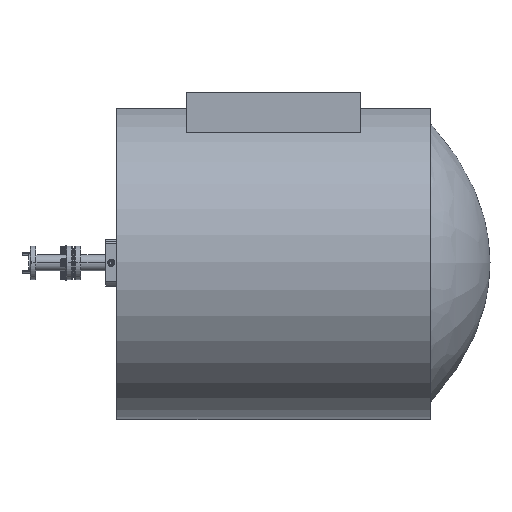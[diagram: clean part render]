
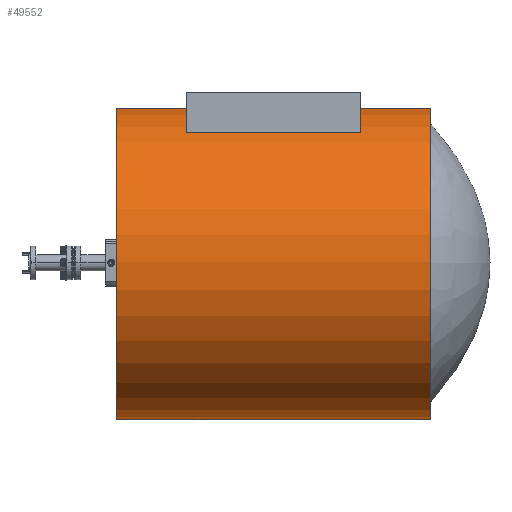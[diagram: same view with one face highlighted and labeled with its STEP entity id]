
A CAD part, left-side view. The second image highlights one B-rep face of the part: STEP entity #49552.
In plain terms, the highlighted cylindrical face has radius 88.9 mm (diameter 177.8 mm), a partial arc.
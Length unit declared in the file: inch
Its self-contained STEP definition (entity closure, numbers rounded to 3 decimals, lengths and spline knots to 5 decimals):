
#2446 = VERTEX_POINT ( 'NONE', #2762 ) ;
#2762 = CARTESIAN_POINT ( 'NONE',  ( -1.57076, -2.45562, -2.70128 ) ) ;
#4586 = VERTEX_POINT ( 'NONE', #60216 ) ;
#6219 = AXIS2_PLACEMENT_3D ( 'NONE', #8031, #34943, #23566 ) ;
#8031 = CARTESIAN_POINT ( 'NONE',  ( -1.57076, -2.45562, 0.79872 ) ) ;
#9494 = EDGE_CURVE ( 'NONE', #2446, #39469, #17190, .T. ) ;
#9736 = DIRECTION ( 'NONE',  ( 0., -1., 0. ) ) ;
#11609 = DIRECTION ( 'NONE',  ( 0., 1., 0. ) ) ;
#14298 = EDGE_LOOP ( 'NONE', ( #52393, #44884, #53127, #50289 ) ) ;
#15316 = LINE ( 'NONE', #21155, #37220 ) ;
#16110 = DIRECTION ( 'NONE',  ( 0., 1., 0. ) ) ;
#16779 = CARTESIAN_POINT ( 'NONE',  ( -2.16025, 4.54438, 4.24872 ) ) ;
#17190 = CIRCLE ( 'NONE', #6219, 3.5 ) ;
#17743 = AXIS2_PLACEMENT_3D ( 'NONE', #63334, #16110, #32319 ) ;
#21155 = CARTESIAN_POINT ( 'NONE',  ( -1.57076, 4.54438, -2.70128 ) ) ;
#22880 = CARTESIAN_POINT ( 'NONE',  ( -1.57076, 4.54438, -2.70128 ) ) ;
#23566 = DIRECTION ( 'NONE',  ( 0., 0., 1. ) ) ;
#27171 = LINE ( 'NONE', #16779, #63420 ) ;
#31472 = FACE_OUTER_BOUND ( 'NONE', #14298, .T. ) ;
#32319 = DIRECTION ( 'NONE',  ( 0., 0., 1. ) ) ;
#34943 = DIRECTION ( 'NONE',  ( 0., 1., 0. ) ) ;
#37220 = VECTOR ( 'NONE', #58079, 39.37008 ) ;
#37600 = EDGE_CURVE ( 'NONE', #39469, #4586, #27171, .T. ) ;
#38717 = CARTESIAN_POINT ( 'NONE',  ( -2.16025, -2.45562, 4.24872 ) ) ;
#39379 = EDGE_CURVE ( 'NONE', #59256, #2446, #15316, .T. ) ;
#39469 = VERTEX_POINT ( 'NONE', #38717 ) ;
#44186 = CIRCLE ( 'NONE', #17743, 3.5 ) ;
#44884 = ORIENTED_EDGE ( 'NONE', *, *, #39379, .T. ) ;
#46318 = CARTESIAN_POINT ( 'NONE',  ( -1.57076, 4.54438, 0.79872 ) ) ;
#49552 = ADVANCED_FACE ( 'NONE', ( #31472 ), #51498, .T. ) ;
#50289 = ORIENTED_EDGE ( 'NONE', *, *, #37600, .T. ) ;
#51498 = CYLINDRICAL_SURFACE ( 'NONE', #58656, 3.5 ) ;
#52393 = ORIENTED_EDGE ( 'NONE', *, *, #61202, .F. ) ;
#53127 = ORIENTED_EDGE ( 'NONE', *, *, #9494, .T. ) ;
#57335 = DIRECTION ( 'NONE',  ( 0., 0., -1. ) ) ;
#58079 = DIRECTION ( 'NONE',  ( 0., -1., 0. ) ) ;
#58656 = AXIS2_PLACEMENT_3D ( 'NONE', #46318, #9736, #57335 ) ;
#59256 = VERTEX_POINT ( 'NONE', #22880 ) ;
#60216 = CARTESIAN_POINT ( 'NONE',  ( -2.16025, 4.54438, 4.24872 ) ) ;
#61202 = EDGE_CURVE ( 'NONE', #59256, #4586, #44186, .T. ) ;
#63334 = CARTESIAN_POINT ( 'NONE',  ( -1.57076, 4.54438, 0.79872 ) ) ;
#63420 = VECTOR ( 'NONE', #11609, 39.37008 ) ;
